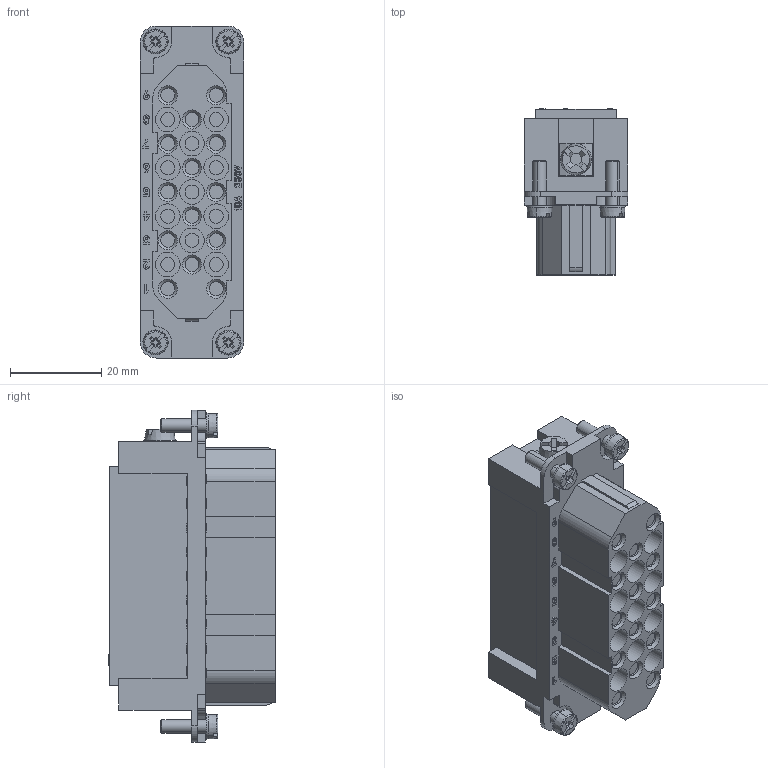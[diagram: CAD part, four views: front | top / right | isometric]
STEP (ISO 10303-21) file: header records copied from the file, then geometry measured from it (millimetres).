
FILE_DESCRIPTION(/* description */ (''),/* implementation_level */ '2;1');
FILE_NAME(/* name */ 'C146_10B025_500_2.stp',/* time_stamp */ '2016-04-12T11:01:25+02:00',/* author */ (''),/* organization */ (''),/* preprocessor_version */ 'ST-DEVELOPER v15',/* originating_system */ 'SIEMENS PLM Software NX 9.0',/* authorisation */ '');
FILE_SCHEMA (('CONFIG_CONTROL_DESIGN'));
Length unit declared in the file: millimetre
Products named in the file (1): c146 10b025 500 2nxm001-03
Bounding box: 22.8 x 36.5 x 72.8 mm (x, y, z)
Volume: 36461.3 mm3; surface area: 11363.9 mm2
Topology: 1 solids, 13 shells, 852 faces, 2092 edges, 1402 vertices
Faces by surface type: plane 560, cylinder 209, cone 59, torus 16, extrusion 8
Full cylindrical faces by diameter (mm): 0.24 x3, 0.48 x6, 0.5 x3, 2 x12, 3.05 x25, 3.5 x2, 4.5 x25, 5.4 x11
Entity records: 24592 total; most frequent: CARTESIAN_POINT 5061, DIRECTION 3948, ORIENTED_EDGE 3852, EDGE_CURVE 1926, AXIS2_PLACEMENT_3D 1347, VERTEX_POINT 1338, VECTOR 1254, LINE 1246
